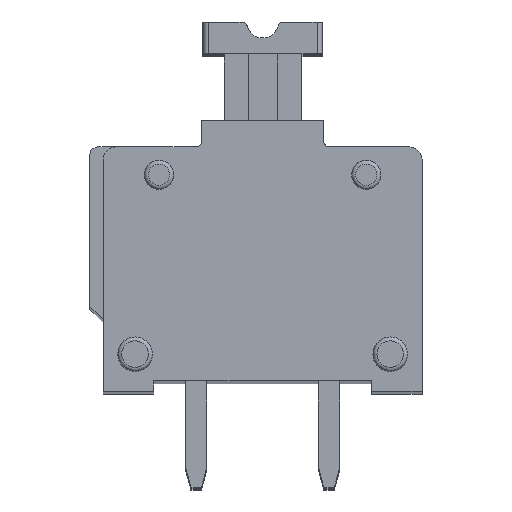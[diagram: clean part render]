
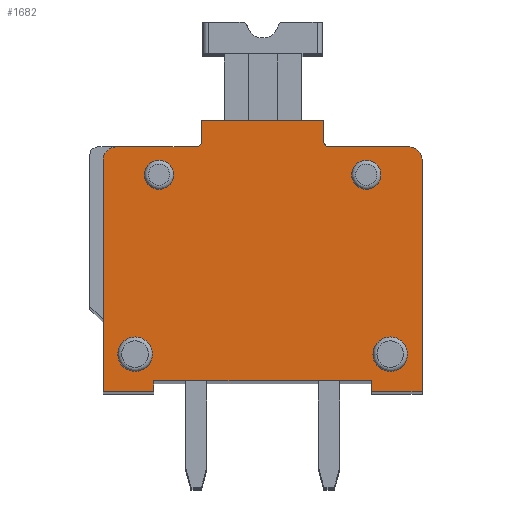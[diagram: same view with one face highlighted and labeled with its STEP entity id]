
A CAD part, top view. The second image highlights one B-rep face of the part: STEP entity #1682.
In plain terms, the highlighted planar face has unit normal (0, 0, 1).
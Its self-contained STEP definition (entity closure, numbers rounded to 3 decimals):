
#1682 = ADVANCED_FACE( '', ( #3450, #3451, #3452, #3453, #3454 ), #3455, .T. );
#3450 = FACE_OUTER_BOUND( '', #5264, .T. );
#3451 = FACE_BOUND( '', #5265, .T. );
#3452 = FACE_BOUND( '', #5266, .T. );
#3453 = FACE_BOUND( '', #5267, .T. );
#3454 = FACE_BOUND( '', #5268, .T. );
#3455 = PLANE( '', #5269 );
#5264 = EDGE_LOOP( '', ( #10120, #10121, #10122, #10123, #10124, #10125, #10126, #10127, #10128, #10129, #10130, #10131, #10132, #10133, #10134, #10135 ) );
#5265 = EDGE_LOOP( '', ( #10136 ) );
#5266 = EDGE_LOOP( '', ( #10137 ) );
#5267 = EDGE_LOOP( '', ( #10138 ) );
#5268 = EDGE_LOOP( '', ( #10139 ) );
#5269 = AXIS2_PLACEMENT_3D( '', #10140, #10141, #10142 );
#10120 = ORIENTED_EDGE( '', *, *, #11355, .T. );
#10121 = ORIENTED_EDGE( '', *, *, #12362, .T. );
#10122 = ORIENTED_EDGE( '', *, *, #11600, .F. );
#10123 = ORIENTED_EDGE( '', *, *, #12534, .F. );
#10124 = ORIENTED_EDGE( '', *, *, #12401, .F. );
#10125 = ORIENTED_EDGE( '', *, *, #12566, .T. );
#10126 = ORIENTED_EDGE( '', *, *, #12620, .F. );
#10127 = ORIENTED_EDGE( '', *, *, #11517, .F. );
#10128 = ORIENTED_EDGE( '', *, *, #10989, .T. );
#10129 = ORIENTED_EDGE( '', *, *, #12642, .T. );
#10130 = ORIENTED_EDGE( '', *, *, #12650, .T. );
#10131 = ORIENTED_EDGE( '', *, *, #12593, .T. );
#10132 = ORIENTED_EDGE( '', *, *, #12465, .T. );
#10133 = ORIENTED_EDGE( '', *, *, #10785, .F. );
#10134 = ORIENTED_EDGE( '', *, *, #11141, .T. );
#10135 = ORIENTED_EDGE( '', *, *, #11419, .F. );
#10136 = ORIENTED_EDGE( '', *, *, #11942, .F. );
#10137 = ORIENTED_EDGE( '', *, *, #12625, .F. );
#10138 = ORIENTED_EDGE( '', *, *, #11022, .F. );
#10139 = ORIENTED_EDGE( '', *, *, #11171, .F. );
#10140 = CARTESIAN_POINT( '', ( 5.954, 7.756, 3.5 ) );
#10141 = DIRECTION( '', ( 0., 0., 1. ) );
#10142 = DIRECTION( '', ( 1., 0., 0. ) );
#10785 = EDGE_CURVE( '', #12896, #12892, #12898, .T. );
#10989 = EDGE_CURVE( '', #13257, #13255, #13258, .T. );
#11022 = EDGE_CURVE( '', #13316, #13316, #13317, .T. );
#11141 = EDGE_CURVE( '', #12896, #13507, #13510, .T. );
#11171 = EDGE_CURVE( '', #13559, #13559, #13560, .T. );
#11355 = EDGE_CURVE( '', #13867, #13865, #13868, .T. );
#11419 = EDGE_CURVE( '', #13867, #13507, #13964, .T. );
#11517 = EDGE_CURVE( '', #13257, #14122, #14123, .T. );
#11600 = EDGE_CURVE( '', #14254, #14256, #14257, .T. );
#11942 = EDGE_CURVE( '', #14766, #14766, #14767, .T. );
#12362 = EDGE_CURVE( '', #13865, #14256, #15321, .T. );
#12401 = EDGE_CURVE( '', #15373, #15375, #15376, .T. );
#12465 = EDGE_CURVE( '', #15446, #12892, #15447, .T. );
#12534 = EDGE_CURVE( '', #15375, #14254, #15525, .T. );
#12566 = EDGE_CURVE( '', #15373, #15560, #15562, .T. );
#12593 = EDGE_CURVE( '', #15592, #15446, #15593, .T. );
#12620 = EDGE_CURVE( '', #14122, #15560, #15620, .T. );
#12625 = EDGE_CURVE( '', #15625, #15625, #15626, .T. );
#12642 = EDGE_CURVE( '', #13255, #15643, #15645, .T. );
#12650 = EDGE_CURVE( '', #15643, #15592, #15653, .T. );
#12892 = VERTEX_POINT( '', #15961 );
#12896 = VERTEX_POINT( '', #15966 );
#12898 = CIRCLE( '', #15969, 0.2 );
#13255 = VERTEX_POINT( '', #16504 );
#13257 = VERTEX_POINT( '', #16507 );
#13258 = LINE( '', #16508, #16509 );
#13316 = VERTEX_POINT( '', #16587 );
#13317 = CIRCLE( '', #16588, 0.65 );
#13507 = VERTEX_POINT( '', #16855 );
#13510 = LINE( '', #16859, #16860 );
#13559 = VERTEX_POINT( '', #16924 );
#13560 = CIRCLE( '', #16925, 0.55 );
#13865 = VERTEX_POINT( '', #17364 );
#13867 = VERTEX_POINT( '', #17367 );
#13868 = LINE( '', #17368, #17369 );
#13964 = CIRCLE( '', #17629, 0.5 );
#14122 = VERTEX_POINT( '', #17931 );
#14123 = CIRCLE( '', #17932, 0.5 );
#14254 = VERTEX_POINT( '', #18120 );
#14256 = VERTEX_POINT( '', #18123 );
#14257 = LINE( '', #18124, #18125 );
#14766 = VERTEX_POINT( '', #18889 );
#14767 = CIRCLE( '', #18890, 0.65 );
#15321 = LINE( '', #19733, #19734 );
#15373 = VERTEX_POINT( '', #19809 );
#15375 = VERTEX_POINT( '', #19812 );
#15376 = LINE( '', #19813, #19814 );
#15446 = VERTEX_POINT( '', #19929 );
#15447 = LINE( '', #19930, #19931 );
#15525 = LINE( '', #20038, #20039 );
#15560 = VERTEX_POINT( '', #20089 );
#15562 = LINE( '', #20092, #20093 );
#15592 = VERTEX_POINT( '', #20141 );
#15593 = LINE( '', #20142, #20143 );
#15620 = LINE( '', #20178, #20179 );
#15625 = VERTEX_POINT( '', #20185 );
#15626 = CIRCLE( '', #20186, 0.55 );
#15643 = VERTEX_POINT( '', #20208 );
#15645 = CIRCLE( '', #20211, 0.2 );
#15653 = LINE( '', #20219, #20220 );
#15961 = CARTESIAN_POINT( '', ( 3.7, 9.4, 3.5 ) );
#15966 = CARTESIAN_POINT( '', ( 3.5, 9.2, 3.5 ) );
#15969 = AXIS2_PLACEMENT_3D( '', #20397, #20398, #20399 );
#16504 = CARTESIAN_POINT( '', ( 8.5, 9.2, 3.5 ) );
#16507 = CARTESIAN_POINT( '', ( 11.5, 9.2, 3.5 ) );
#16508 = CARTESIAN_POINT( '', ( 7.771, 9.2, 3.5 ) );
#16509 = VECTOR( '', #20612, 1000. );
#16587 = CARTESIAN_POINT( '', ( 11.45, 1.4, 3.5 ) );
#16588 = AXIS2_PLACEMENT_3D( '', #20660, #20661, #20662 );
#16855 = CARTESIAN_POINT( '', ( 0.5, 9.2, 3.5 ) );
#16859 = CARTESIAN_POINT( '', ( 7.771, 9.2, 3.5 ) );
#16860 = VECTOR( '', #20783, 1000. );
#16924 = CARTESIAN_POINT( '', ( 10.45, 8.15, 3.5 ) );
#16925 = AXIS2_PLACEMENT_3D( '', #20823, #20824, #20825 );
#17364 = CARTESIAN_POINT( '', ( 0., 0., 3.5 ) );
#17367 = CARTESIAN_POINT( '', ( 0., 8.7, 3.5 ) );
#17368 = CARTESIAN_POINT( '', ( 0., 7.285, 3.5 ) );
#17369 = VECTOR( '', #21030, 1000. );
#17629 = AXIS2_PLACEMENT_3D( '', #21081, #21082, #21083 );
#17931 = CARTESIAN_POINT( '', ( 12., 8.7, 3.5 ) );
#17932 = AXIS2_PLACEMENT_3D( '', #21183, #21184, #21185 );
#18120 = CARTESIAN_POINT( '', ( 1.9, 0.4, 3.5 ) );
#18123 = CARTESIAN_POINT( '', ( 1.9, 0., 3.5 ) );
#18124 = CARTESIAN_POINT( '', ( 1.9, 7.285, 3.5 ) );
#18125 = VECTOR( '', #21265, 1000. );
#18889 = CARTESIAN_POINT( '', ( 1.85, 1.4, 3.5 ) );
#18890 = AXIS2_PLACEMENT_3D( '', #21611, #21612, #21613 );
#19733 = CARTESIAN_POINT( '', ( 7.771, 0., 3.5 ) );
#19734 = VECTOR( '', #21999, 1000. );
#19809 = CARTESIAN_POINT( '', ( 10.1, 0., 3.5 ) );
#19812 = CARTESIAN_POINT( '', ( 10.1, 0.4, 3.5 ) );
#19813 = CARTESIAN_POINT( '', ( 10.1, 7.285, 3.5 ) );
#19814 = VECTOR( '', #22030, 1000. );
#19929 = CARTESIAN_POINT( '', ( 3.7, 10.2, 3.5 ) );
#19930 = CARTESIAN_POINT( '', ( 3.7, 7.285, 3.5 ) );
#19931 = VECTOR( '', #22097, 1000. );
#20038 = CARTESIAN_POINT( '', ( 7.771, 0.4, 3.5 ) );
#20039 = VECTOR( '', #22151, 1000. );
#20089 = CARTESIAN_POINT( '', ( 12., 0., 3.5 ) );
#20092 = CARTESIAN_POINT( '', ( 7.771, 0., 3.5 ) );
#20093 = VECTOR( '', #22171, 1000. );
#20141 = CARTESIAN_POINT( '', ( 8.3, 10.2, 3.5 ) );
#20142 = CARTESIAN_POINT( '', ( 7.771, 10.2, 3.5 ) );
#20143 = VECTOR( '', #22196, 1000. );
#20178 = CARTESIAN_POINT( '', ( 12., 7.285, 3.5 ) );
#20179 = VECTOR( '', #22208, 1000. );
#20185 = CARTESIAN_POINT( '', ( 2.65, 8.15, 3.5 ) );
#20186 = AXIS2_PLACEMENT_3D( '', #22210, #22211, #22212 );
#20208 = CARTESIAN_POINT( '', ( 8.3, 9.4, 3.5 ) );
#20211 = AXIS2_PLACEMENT_3D( '', #22222, #22223, #22224 );
#20219 = CARTESIAN_POINT( '', ( 8.3, 7.285, 3.5 ) );
#20220 = VECTOR( '', #22225, 1000. );
#20397 = CARTESIAN_POINT( '', ( 3.5, 9.4, 3.5 ) );
#20398 = DIRECTION( '', ( 0., 0., 1. ) );
#20399 = DIRECTION( '', ( 1., 0., 0. ) );
#20612 = DIRECTION( '', ( -1., 0., 0. ) );
#20660 = CARTESIAN_POINT( '', ( 10.8, 1.4, 3.5 ) );
#20661 = DIRECTION( '', ( 0., 0., 1. ) );
#20662 = DIRECTION( '', ( 1., 0., 0. ) );
#20783 = DIRECTION( '', ( -1., 0., 0. ) );
#20823 = CARTESIAN_POINT( '', ( 9.9, 8.15, 3.5 ) );
#20824 = DIRECTION( '', ( 0., 0., 1. ) );
#20825 = DIRECTION( '', ( 1., 0., 0. ) );
#21030 = DIRECTION( '', ( 0., -1., 0. ) );
#21081 = CARTESIAN_POINT( '', ( 0.5, 8.7, 3.5 ) );
#21082 = DIRECTION( '', ( 0., 0., -1. ) );
#21083 = DIRECTION( '', ( -1., 0., 0. ) );
#21183 = CARTESIAN_POINT( '', ( 11.5, 8.7, 3.5 ) );
#21184 = DIRECTION( '', ( 0., 0., -1. ) );
#21185 = DIRECTION( '', ( -1., 0., 0. ) );
#21265 = DIRECTION( '', ( 0., -1., 0. ) );
#21611 = CARTESIAN_POINT( '', ( 1.2, 1.4, 3.5 ) );
#21612 = DIRECTION( '', ( 0., 0., 1. ) );
#21613 = DIRECTION( '', ( 1., 0., 0. ) );
#21999 = DIRECTION( '', ( 1., 0., 0. ) );
#22030 = DIRECTION( '', ( 0., 1., 0. ) );
#22097 = DIRECTION( '', ( 0., -1., 0. ) );
#22151 = DIRECTION( '', ( -1., 0., 0. ) );
#22171 = DIRECTION( '', ( 1., 0., 0. ) );
#22196 = DIRECTION( '', ( -1., 0., 0. ) );
#22208 = DIRECTION( '', ( 0., -1., 0. ) );
#22210 = CARTESIAN_POINT( '', ( 2.1, 8.15, 3.5 ) );
#22211 = DIRECTION( '', ( 0., 0., 1. ) );
#22212 = DIRECTION( '', ( 1., 0., 0. ) );
#22222 = CARTESIAN_POINT( '', ( 8.5, 9.4, 3.5 ) );
#22223 = DIRECTION( '', ( 0., 0., -1. ) );
#22224 = DIRECTION( '', ( -1., 0., 0. ) );
#22225 = DIRECTION( '', ( 0., 1., 0. ) );
